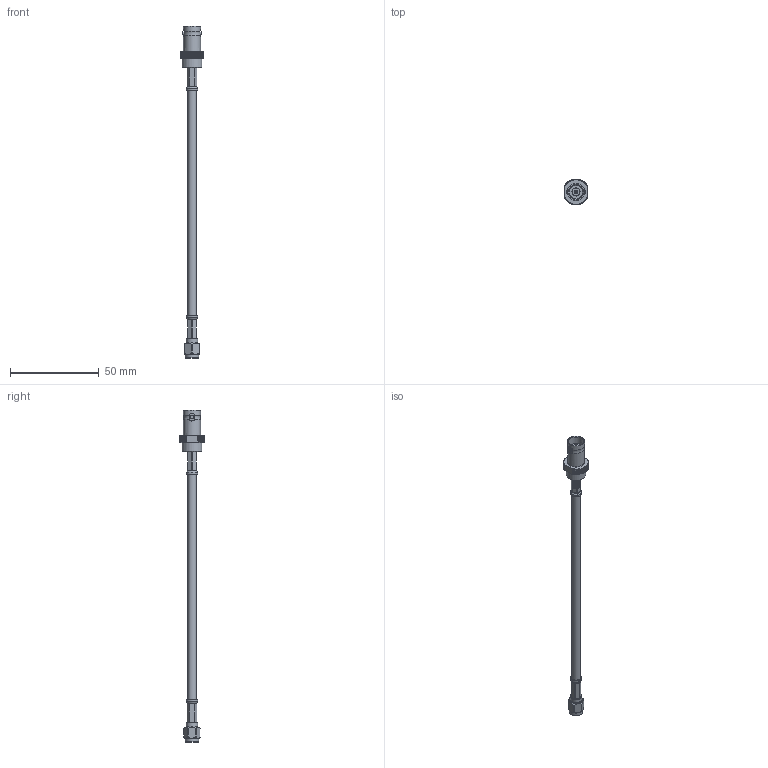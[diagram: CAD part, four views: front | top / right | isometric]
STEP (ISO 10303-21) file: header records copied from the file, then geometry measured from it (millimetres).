
FILE_DESCRIPTION (( 'STEP AP203' ), '1' );
FILE_NAME ('PE3576_3D.step', '2022-04-01T18:05:52', ( '' ), ( '' ), 'SwSTEP 2.0', 'SolidWorks 2021', '' );
FILE_SCHEMA (( 'CONFIG_CONTROL_DESIGN' ));
Length unit declared in the file: inch
Products named in the file (4): PE3576_3D; RG58CU^PE3576_RG58; PE4070^PE3576_CRIMPED; PE4215^PE3576_Crimped
Assembly tree (3 placements, depth 2):
  PE3576_3D
    RG58CU^PE3576_RG58
    PE4070^PE3576_CRIMPED
    PE4215^PE3576_Crimped
Bounding box: 12.7 x 14.5 x 186.99 mm (x, y, z)
Volume: 4852.6 mm3; surface area: 5260.2 mm2
Topology: 5 solids, 5 shells, 1762 faces, 3950 edges, 2215 vertices
Faces by surface type: bspline 1128, cylinder 346, plane 251, cone 30, torus 7
Full cylindrical faces by diameter (mm): 0.94 x1, 1.27 x1, 1.524 x1, 1.778 x1, 1.905 x2, 2.553 x1, 2.705 x1, 3.2 x1, 4.5 x1, 4.572 x2, 4.953 x1, 5.484 x2, 6.35 x8, 6.5 x2, 7.734 x1, 8.255 x1, 9.601 x2, 11.125 x1
Entity records: 64573 total; most frequent: CARTESIAN_POINT 38849, ORIENTED_EDGE 7738, EDGE_CURVE 3869, VERTEX_POINT 2184, DIRECTION 2103, EDGE_LOOP 1819, FACE_OUTER_BOUND 1789, ADVANCED_FACE 1755
